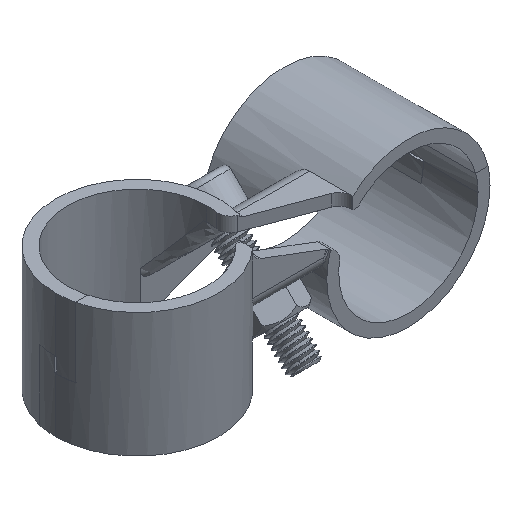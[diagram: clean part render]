
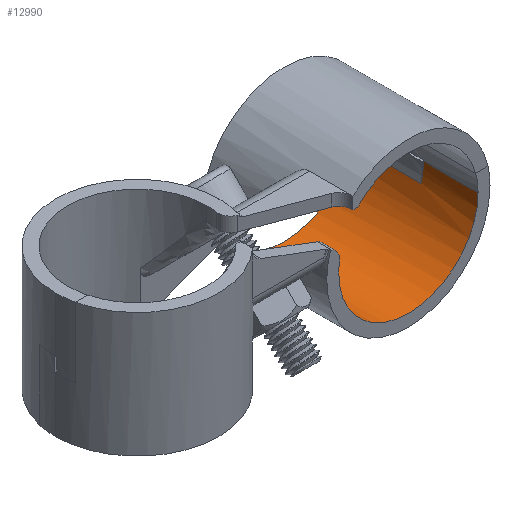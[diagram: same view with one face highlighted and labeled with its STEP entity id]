
A CAD part, isometric view. The second image highlights one B-rep face of the part: STEP entity #12990.
In plain terms, the highlighted cylindrical face has radius 14 mm (diameter 28 mm), a partial arc.
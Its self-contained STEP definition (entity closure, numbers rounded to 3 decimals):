
#933 = CIRCLE ( 'NONE', #5820, 14. ) ;
#1012 = CARTESIAN_POINT ( 'NONE',  ( 8.728, -2.102, -6.792 ) ) ;
#1031 = DIRECTION ( 'NONE',  ( 0., -1., 0. ) ) ;
#1089 = CARTESIAN_POINT ( 'NONE',  ( 7.417, -5.775, -3.766 ) ) ;
#1148 = ORIENTED_EDGE ( 'NONE', *, *, #9491, .F. ) ;
#1699 = DIRECTION ( 'NONE',  ( 0.966, 0., -0.257 ) ) ;
#2045 = LINE ( 'NONE', #6807, #13100 ) ;
#2129 = ORIENTED_EDGE ( 'NONE', *, *, #13253, .T. ) ;
#2290 = DIRECTION ( 'NONE',  ( 0., -1., 0. ) ) ;
#2547 = EDGE_CURVE ( 'NONE', #10415, #10792, #2045, .T. ) ;
#2635 = CARTESIAN_POINT ( 'NONE',  ( 34.529, -1.5, -3.6 ) ) ;
#2648 = DIRECTION ( 'NONE',  ( -0.999, 0., -0.044 ) ) ;
#3171 = EDGE_CURVE ( 'NONE', #12450, #9431, #5291, .T. ) ;
#3178 = LINE ( 'NONE', #8023, #12195 ) ;
#3208 = AXIS2_PLACEMENT_3D ( 'NONE', #14035, #6630, #1699 ) ;
#3357 = CARTESIAN_POINT ( 'NONE',  ( 10.81, 1.309, -9.6 ) ) ;
#3372 = DIRECTION ( 'NONE',  ( 1., 0., 0. ) ) ;
#3428 = CARTESIAN_POINT ( 'NONE',  ( 7., 12.5, 0. ) ) ;
#3572 = CARTESIAN_POINT ( 'NONE',  ( 7.014, -9.6, -0.616 ) ) ;
#3733 = CIRCLE ( 'NONE', #3208, 14. ) ;
#3955 = AXIS2_PLACEMENT_3D ( 'NONE', #9445, #1031, #9354 ) ;
#4098 = ORIENTED_EDGE ( 'NONE', *, *, #6196, .F. ) ;
#4151 = CARTESIAN_POINT ( 'NONE',  ( 10.81, 1.309, -9.6 ) ) ;
#4304 = VECTOR ( 'NONE', #2290, 1000. ) ;
#4685 = ORIENTED_EDGE ( 'NONE', *, *, #2547, .F. ) ;
#4832 = VERTEX_POINT ( 'NONE', #3572 ) ;
#5074 = VERTEX_POINT ( 'NONE', #4151 ) ;
#5291 = LINE ( 'NONE', #10213, #13111 ) ;
#5537 = FACE_OUTER_BOUND ( 'NONE', #13164, .T. ) ;
#5744 = DIRECTION ( 'NONE',  ( 0., 1., 0. ) ) ;
#5820 = AXIS2_PLACEMENT_3D ( 'NONE', #15891, #11045, #2648 ) ;
#5887 = ORIENTED_EDGE ( 'NONE', *, *, #3171, .F. ) ;
#5987 = CARTESIAN_POINT ( 'NONE',  ( 21., -12.5, 0. ) ) ;
#6196 = EDGE_CURVE ( 'NONE', #9431, #10415, #3733, .T. ) ;
#6630 = DIRECTION ( 'NONE',  ( 0., -1., 0. ) ) ;
#6675 = DIRECTION ( 'NONE',  ( 0., -1., 0. ) ) ;
#6739 = CARTESIAN_POINT ( 'NONE',  ( 7., -12.5, 0. ) ) ;
#6807 = CARTESIAN_POINT ( 'NONE',  ( 35., 12.5, 0. ) ) ;
#6810 = B_SPLINE_CURVE_WITH_KNOTS ( 'NONE', 3,
 ( #12153, #10845, #1089, #11911, #1012, #13352, #14471, #3357 ),
 .UNSPECIFIED., .F., .F.,
 ( 4, 2, 2, 4 ),
 ( 0., 0.5, 0.75, 1. ),
 .UNSPECIFIED. ) ;
#6864 = VERTEX_POINT ( 'NONE', #9319 ) ;
#7316 = CARTESIAN_POINT ( 'NONE',  ( 7., -9.6, 0. ) ) ;
#7352 = AXIS2_PLACEMENT_3D ( 'NONE', #5987, #5744, #10907 ) ;
#8023 = CARTESIAN_POINT ( 'NONE',  ( 10.81, 12.5, -9.6 ) ) ;
#8293 = DIRECTION ( 'NONE',  ( 0., -1., 0. ) ) ;
#8904 = CIRCLE ( 'NONE', #7352, 14. ) ;
#9041 = CYLINDRICAL_SURFACE ( 'NONE', #12693, 14. ) ;
#9319 = CARTESIAN_POINT ( 'NONE',  ( 10.81, 12.5, -9.6 ) ) ;
#9354 = DIRECTION ( 'NONE',  ( -0.728, 0., -0.686 ) ) ;
#9431 = VERTEX_POINT ( 'NONE', #2635 ) ;
#9445 = CARTESIAN_POINT ( 'NONE',  ( 21., 12.5, 0. ) ) ;
#9491 = EDGE_CURVE ( 'NONE', #4832, #5074, #6810, .T. ) ;
#9526 = EDGE_CURVE ( 'NONE', #13034, #13211, #15776, .T. ) ;
#10213 = CARTESIAN_POINT ( 'NONE',  ( 34.529, 12.5, -3.6 ) ) ;
#10312 = ORIENTED_EDGE ( 'NONE', *, *, #12603, .T. ) ;
#10415 = VERTEX_POINT ( 'NONE', #15515 ) ;
#10641 = CARTESIAN_POINT ( 'NONE',  ( 35., -12.5, 0. ) ) ;
#10792 = VERTEX_POINT ( 'NONE', #10641 ) ;
#10845 = CARTESIAN_POINT ( 'NONE',  ( 7.083, -7.685, -2.194 ) ) ;
#10907 = DIRECTION ( 'NONE',  ( 0.966, 0., 0.257 ) ) ;
#11045 = DIRECTION ( 'NONE',  ( 0., 1., 0. ) ) ;
#11576 = DIRECTION ( 'NONE',  ( 0., -1., 0. ) ) ;
#11911 = CARTESIAN_POINT ( 'NONE',  ( 8.346, -3.008, -6.045 ) ) ;
#12153 = CARTESIAN_POINT ( 'NONE',  ( 7.014, -9.6, -0.616 ) ) ;
#12195 = VECTOR ( 'NONE', #13024, 1000. ) ;
#12450 = VERTEX_POINT ( 'NONE', #14503 ) ;
#12603 = EDGE_CURVE ( 'NONE', #4832, #13034, #933, .T. ) ;
#12693 = AXIS2_PLACEMENT_3D ( 'NONE', #15466, #8293, #3372 ) ;
#12990 = ADVANCED_FACE ( 'NONE', ( #5537 ), #9041, .F. ) ;
#13024 = DIRECTION ( 'NONE',  ( 0., -1., 0. ) ) ;
#13034 = VERTEX_POINT ( 'NONE', #7316 ) ;
#13100 = VECTOR ( 'NONE', #11576, 1000. ) ;
#13111 = VECTOR ( 'NONE', #6675, 1000. ) ;
#13164 = EDGE_LOOP ( 'NONE', ( #10312, #15459, #15925, #4685, #4098, #5887, #14031, #2129, #1148 ) ) ;
#13211 = VERTEX_POINT ( 'NONE', #6739 ) ;
#13253 = EDGE_CURVE ( 'NONE', #6864, #5074, #3178, .T. ) ;
#13352 = CARTESIAN_POINT ( 'NONE',  ( 9.648, -0.346, -8.237 ) ) ;
#13844 = EDGE_CURVE ( 'NONE', #6864, #12450, #14770, .T. ) ;
#14031 = ORIENTED_EDGE ( 'NONE', *, *, #13844, .F. ) ;
#14035 = CARTESIAN_POINT ( 'NONE',  ( 21., -1.5, 0. ) ) ;
#14471 = CARTESIAN_POINT ( 'NONE',  ( 10.186, 0.504, -8.937 ) ) ;
#14503 = CARTESIAN_POINT ( 'NONE',  ( 34.529, 12.5, -3.6 ) ) ;
#14770 = CIRCLE ( 'NONE', #3955, 14. ) ;
#15047 = EDGE_CURVE ( 'NONE', #10792, #13211, #8904, .T. ) ;
#15459 = ORIENTED_EDGE ( 'NONE', *, *, #9526, .T. ) ;
#15466 = CARTESIAN_POINT ( 'NONE',  ( 21., 12.5, 0. ) ) ;
#15515 = CARTESIAN_POINT ( 'NONE',  ( 35., -1.5, 0. ) ) ;
#15776 = LINE ( 'NONE', #3428, #4304 ) ;
#15891 = CARTESIAN_POINT ( 'NONE',  ( 21., -9.6, 0. ) ) ;
#15925 = ORIENTED_EDGE ( 'NONE', *, *, #15047, .F. ) ;
